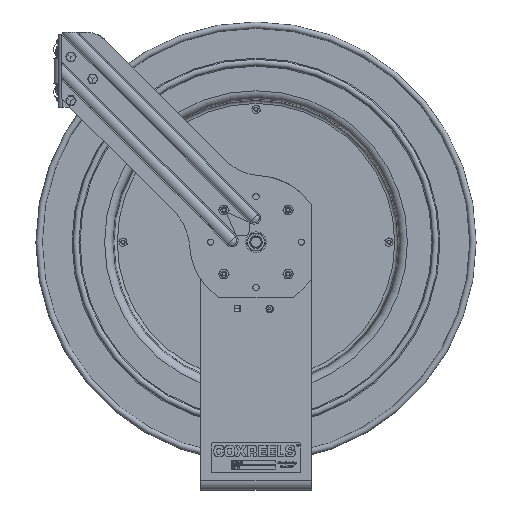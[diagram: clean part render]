
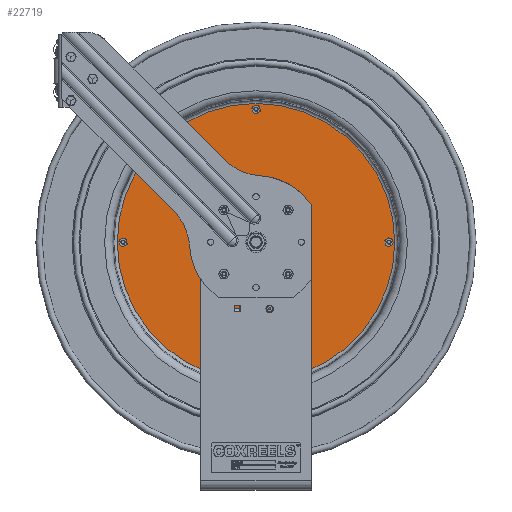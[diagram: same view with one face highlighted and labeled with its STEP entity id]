
A CAD part, top view. The second image highlights one B-rep face of the part: STEP entity #22719.
In plain terms, the highlighted planar face has unit normal (0, 0, 1).
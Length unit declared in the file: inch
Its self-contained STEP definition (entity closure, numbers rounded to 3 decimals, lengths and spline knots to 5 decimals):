
#1646=FACE_BOUND('',#3362,.T.);
#1647=FACE_BOUND('',#3363,.T.);
#1648=FACE_BOUND('',#3364,.T.);
#1649=FACE_BOUND('',#3365,.T.);
#1650=FACE_BOUND('',#3366,.T.);
#1651=FACE_BOUND('',#3367,.T.);
#1652=FACE_BOUND('',#3368,.T.);
#1653=FACE_BOUND('',#3369,.T.);
#2290=CIRCLE('',#23766,7.56417);
#2291=CIRCLE('',#23767,0.155);
#2292=CIRCLE('',#23768,0.155);
#2293=CIRCLE('',#23769,0.155);
#2294=CIRCLE('',#23770,0.155);
#2295=CIRCLE('',#23771,0.94);
#2770=FACE_OUTER_BOUND('',#3361,.T.);
#3361=EDGE_LOOP('',(#19485));
#3362=EDGE_LOOP('',(#19486));
#3363=EDGE_LOOP('',(#19487));
#3364=EDGE_LOOP('',(#19488));
#3365=EDGE_LOOP('',(#19489));
#3366=EDGE_LOOP('',(#19490,#19491,#19492,#19493));
#3367=EDGE_LOOP('',(#19494,#19495,#19496,#19497));
#3368=EDGE_LOOP('',(#19498,#19499,#19500,#19501));
#3369=EDGE_LOOP('',(#19502));
#4778=LINE('',#35247,#7188);
#4779=LINE('',#35249,#7189);
#4780=LINE('',#35251,#7190);
#4781=LINE('',#35252,#7191);
#4782=LINE('',#35255,#7192);
#4783=LINE('',#35257,#7193);
#4784=LINE('',#35259,#7194);
#4785=LINE('',#35260,#7195);
#4786=LINE('',#35263,#7196);
#4787=LINE('',#35265,#7197);
#4788=LINE('',#35267,#7198);
#4789=LINE('',#35268,#7199);
#7188=VECTOR('',#26612,0.268);
#7189=VECTOR('',#26613,0.268);
#7190=VECTOR('',#26614,0.268);
#7191=VECTOR('',#26615,0.268);
#7192=VECTOR('',#26616,0.268);
#7193=VECTOR('',#26617,0.268);
#7194=VECTOR('',#26618,0.268);
#7195=VECTOR('',#26619,0.268);
#7196=VECTOR('',#26620,0.268);
#7197=VECTOR('',#26621,0.268);
#7198=VECTOR('',#26622,0.268);
#7199=VECTOR('',#26623,0.268);
#10555=VERTEX_POINT('',#35235);
#10556=VERTEX_POINT('',#35237);
#10557=VERTEX_POINT('',#35239);
#10558=VERTEX_POINT('',#35241);
#10559=VERTEX_POINT('',#35243);
#10560=VERTEX_POINT('',#35245);
#10561=VERTEX_POINT('',#35246);
#10562=VERTEX_POINT('',#35248);
#10563=VERTEX_POINT('',#35250);
#10564=VERTEX_POINT('',#35253);
#10565=VERTEX_POINT('',#35254);
#10566=VERTEX_POINT('',#35256);
#10567=VERTEX_POINT('',#35258);
#10568=VERTEX_POINT('',#35261);
#10569=VERTEX_POINT('',#35262);
#10570=VERTEX_POINT('',#35264);
#10571=VERTEX_POINT('',#35266);
#10572=VERTEX_POINT('',#35269);
#14808=EDGE_CURVE('',#10555,#10555,#2290,.T.);
#14809=EDGE_CURVE('',#10556,#10556,#2291,.T.);
#14810=EDGE_CURVE('',#10557,#10557,#2292,.T.);
#14811=EDGE_CURVE('',#10558,#10558,#2293,.T.);
#14812=EDGE_CURVE('',#10559,#10559,#2294,.T.);
#14813=EDGE_CURVE('',#10560,#10561,#4778,.T.);
#14814=EDGE_CURVE('',#10561,#10562,#4779,.T.);
#14815=EDGE_CURVE('',#10562,#10563,#4780,.T.);
#14816=EDGE_CURVE('',#10563,#10560,#4781,.T.);
#14817=EDGE_CURVE('',#10564,#10565,#4782,.T.);
#14818=EDGE_CURVE('',#10565,#10566,#4783,.T.);
#14819=EDGE_CURVE('',#10566,#10567,#4784,.T.);
#14820=EDGE_CURVE('',#10567,#10564,#4785,.T.);
#14821=EDGE_CURVE('',#10568,#10569,#4786,.T.);
#14822=EDGE_CURVE('',#10569,#10570,#4787,.T.);
#14823=EDGE_CURVE('',#10570,#10571,#4788,.T.);
#14824=EDGE_CURVE('',#10571,#10568,#4789,.T.);
#14825=EDGE_CURVE('',#10572,#10572,#2295,.T.);
#19485=ORIENTED_EDGE('',*,*,#14808,.F.);
#19486=ORIENTED_EDGE('',*,*,#14809,.T.);
#19487=ORIENTED_EDGE('',*,*,#14810,.T.);
#19488=ORIENTED_EDGE('',*,*,#14811,.T.);
#19489=ORIENTED_EDGE('',*,*,#14812,.T.);
#19490=ORIENTED_EDGE('',*,*,#14813,.T.);
#19491=ORIENTED_EDGE('',*,*,#14814,.T.);
#19492=ORIENTED_EDGE('',*,*,#14815,.T.);
#19493=ORIENTED_EDGE('',*,*,#14816,.T.);
#19494=ORIENTED_EDGE('',*,*,#14817,.T.);
#19495=ORIENTED_EDGE('',*,*,#14818,.T.);
#19496=ORIENTED_EDGE('',*,*,#14819,.T.);
#19497=ORIENTED_EDGE('',*,*,#14820,.T.);
#19498=ORIENTED_EDGE('',*,*,#14821,.T.);
#19499=ORIENTED_EDGE('',*,*,#14822,.T.);
#19500=ORIENTED_EDGE('',*,*,#14823,.T.);
#19501=ORIENTED_EDGE('',*,*,#14824,.T.);
#19502=ORIENTED_EDGE('',*,*,#14825,.T.);
#21934=PLANE('',#23765);
#22719=ADVANCED_FACE('',(#2770,#1646,#1647,#1648,#1649,#1650,#1651,#1652,
#1653),#21934,.T.);
#23765=AXIS2_PLACEMENT_3D('',#35234,#26600,#26601);
#23766=AXIS2_PLACEMENT_3D('',#35236,#26602,#26603);
#23767=AXIS2_PLACEMENT_3D('',#35238,#26604,#26605);
#23768=AXIS2_PLACEMENT_3D('',#35240,#26606,#26607);
#23769=AXIS2_PLACEMENT_3D('',#35242,#26608,#26609);
#23770=AXIS2_PLACEMENT_3D('',#35244,#26610,#26611);
#23771=AXIS2_PLACEMENT_3D('',#35270,#26624,#26625);
#26600=DIRECTION('center_axis',(0.,0.,
1.));
#26601=DIRECTION('ref_axis',(0.,1.,0.));
#26602=DIRECTION('center_axis',(0.,0.,
-1.));
#26603=DIRECTION('ref_axis',(-1.,0.,0.));
#26604=DIRECTION('center_axis',(0.,0.,
-1.));
#26605=DIRECTION('ref_axis',(-1.,0.,0.));
#26606=DIRECTION('center_axis',(0.,0.,
-1.));
#26607=DIRECTION('ref_axis',(0.,1.,0.));
#26608=DIRECTION('center_axis',(0.,0.,
-1.));
#26609=DIRECTION('ref_axis',(0.,-1.,0.));
#26610=DIRECTION('center_axis',(0.,0.,
-1.));
#26611=DIRECTION('ref_axis',(1.,0.,0.));
#26612=DIRECTION('',(0.,1.,0.));
#26613=DIRECTION('',(1.,0.,0.));
#26614=DIRECTION('',(0.,-1.,0.));
#26615=DIRECTION('',(-1.,0.,0.));
#26616=DIRECTION('',(-1.,0.,0.));
#26617=DIRECTION('',(0.,1.,0.));
#26618=DIRECTION('',(1.,0.,0.));
#26619=DIRECTION('',(0.,-1.,0.));
#26620=DIRECTION('',(0.,1.,0.));
#26621=DIRECTION('',(1.,0.,0.));
#26622=DIRECTION('',(0.,-1.,0.));
#26623=DIRECTION('',(-1.,0.,0.));
#26624=DIRECTION('center_axis',(0.,0.,
-1.));
#26625=DIRECTION('ref_axis',(1.,0.,0.));
#35234=CARTESIAN_POINT('Origin',(-3.78208,-0.01,
-2.9625));
#35235=CARTESIAN_POINT('',(-7.56417,-0.01,-2.9625));
#35236=CARTESIAN_POINT('Origin',(0.,-0.01,
-2.9625));
#35237=CARTESIAN_POINT('',(0.155,-7.26,-2.9625));
#35238=CARTESIAN_POINT('Origin',(0.,-7.26,-2.9625));
#35239=CARTESIAN_POINT('',(-7.25,-0.165,-2.9625));
#35240=CARTESIAN_POINT('Origin',(-7.25,-0.01,-2.9625));
#35241=CARTESIAN_POINT('',(7.25,0.145,-2.9625));
#35242=CARTESIAN_POINT('Origin',(7.25,-0.01,-2.9625));
#35243=CARTESIAN_POINT('',(-0.155,7.24,-2.9625));
#35244=CARTESIAN_POINT('Origin',(0.,7.24,-2.9625));
#35245=CARTESIAN_POINT('',(1.38154,-1.019,-2.9625));
#35246=CARTESIAN_POINT('',(1.38154,-0.751,-2.9625));
#35247=CARTESIAN_POINT('',(1.38154,-0.5145,-2.9625));
#35248=CARTESIAN_POINT('',(1.64954,-0.751,-2.9625));
#35249=CARTESIAN_POINT('',(-1.20027,-0.751,-2.9625));
#35250=CARTESIAN_POINT('',(1.64954,-1.019,-2.9625));
#35251=CARTESIAN_POINT('',(1.64954,-0.3805,-2.9625));
#35252=CARTESIAN_POINT('',(-1.06627,-1.019,-2.9625));
#35253=CARTESIAN_POINT('',(0.134,1.606,-2.9625));
#35254=CARTESIAN_POINT('',(-0.134,1.606,-2.9625));
#35255=CARTESIAN_POINT('',(-1.82404,1.606,-2.9625));
#35256=CARTESIAN_POINT('',(-0.134,1.874,-2.9625));
#35257=CARTESIAN_POINT('',(-0.134,0.798,-2.9625));
#35258=CARTESIAN_POINT('',(0.134,1.874,-2.9625));
#35259=CARTESIAN_POINT('',(-1.95804,1.874,-2.9625));
#35260=CARTESIAN_POINT('',(0.134,0.932,-2.9625));
#35261=CARTESIAN_POINT('',(-1.64954,-1.019,-2.9625));
#35262=CARTESIAN_POINT('',(-1.64954,-0.751,-2.9625));
#35263=CARTESIAN_POINT('',(-1.64954,-0.5145,-2.9625));
#35264=CARTESIAN_POINT('',(-1.38154,-0.751,-2.9625));
#35265=CARTESIAN_POINT('',(-2.71581,-0.751,-2.9625));
#35266=CARTESIAN_POINT('',(-1.38154,-1.019,-2.9625));
#35267=CARTESIAN_POINT('',(-1.38154,-0.3805,-2.9625));
#35268=CARTESIAN_POINT('',(-2.58181,-1.019,-2.9625));
#35269=CARTESIAN_POINT('',(-0.94,-0.01,-2.9625));
#35270=CARTESIAN_POINT('Origin',(0.,-0.01,
-2.9625));
